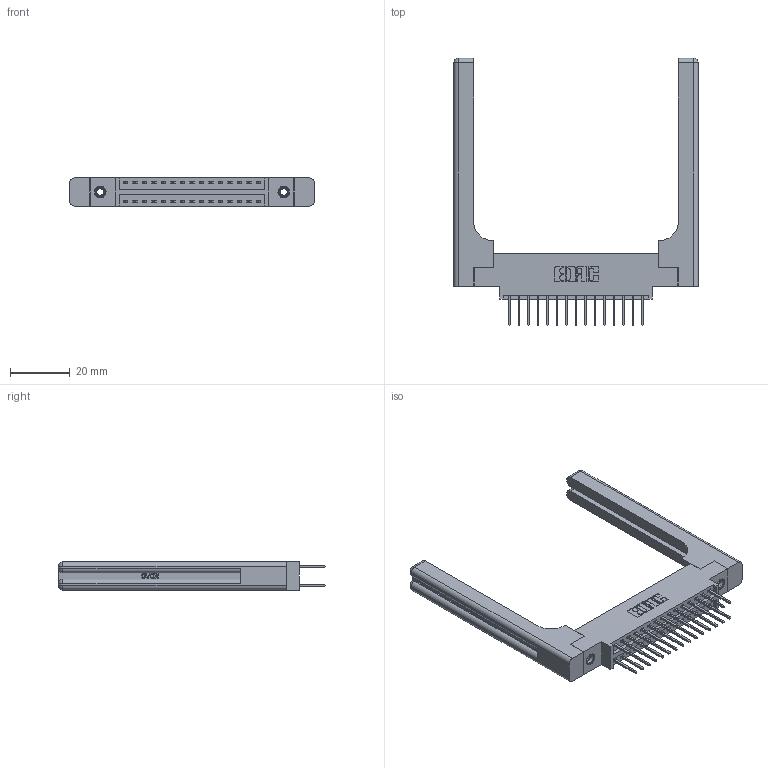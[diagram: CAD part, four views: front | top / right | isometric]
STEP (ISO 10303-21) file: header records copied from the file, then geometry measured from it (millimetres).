
FILE_DESCRIPTION (( 'STEP AP203' ), '1' );
FILE_NAME ('396-030-526-858.STEP', '2019-11-01T19:42:12', ( '' ), ( '' ), 'SwSTEP 2.0', 'SolidWorks 2016', '' );
FILE_SCHEMA (( 'CONFIG_CONTROL_DESIGN' ));
Length unit declared in the file: inch
Products named in the file (5): 345-292-001_345-293-126; 345-250-001_345-250-001-102; 346-220-058_345-220-058; 346 Part_0.170 Offset - 0.156 Dia-TH; 396-030-526-858
Assembly tree (35 placements, depth 2):
  396-030-526-858
    346 Part_0.170 Offset - 0.156 Dia-TH
    345-292-001_345-293-126  x30
    345-250-001_345-250-001-102  x2
    346-220-058_345-220-058  x2
Bounding box: 81.69 x 89.41 x 9.4 mm (x, y, z)
Volume: 15144.6 mm3; surface area: 15464.1 mm2
Topology: 35 solids, 35 shells, 1942 faces, 5657 edges, 3710 vertices
Faces by surface type: plane 1278, cylinder 604, bspline 36, cone 12, sphere 8, torus 4
Entity records: 18756 total; most frequent: CARTESIAN_POINT 4137, ORIENTED_EDGE 2868, DIRECTION 2630, EDGE_CURVE 1434, LINE 1150, VECTOR 1150, VERTEX_POINT 946, AXIS2_PLACEMENT_3D 740
